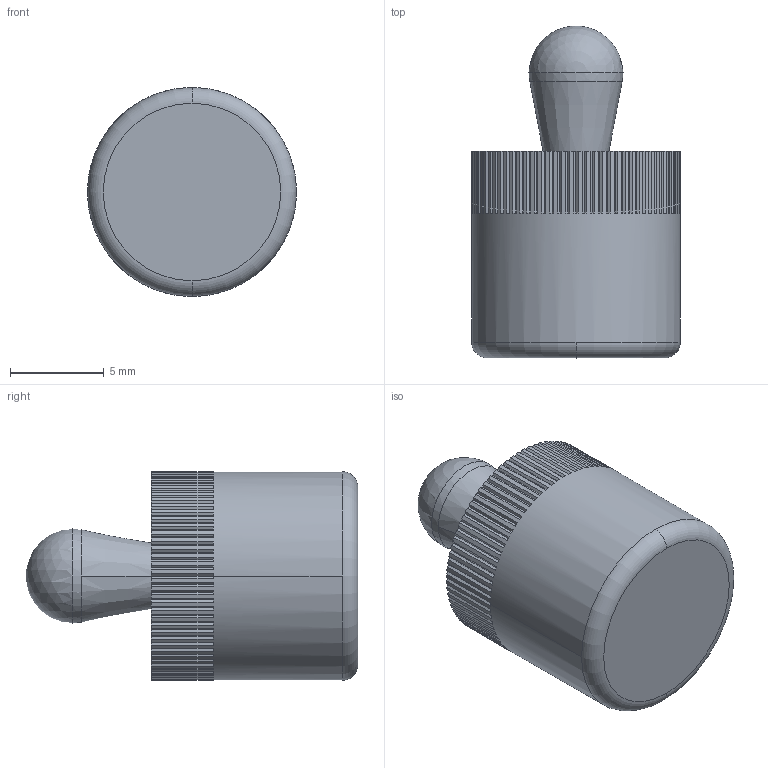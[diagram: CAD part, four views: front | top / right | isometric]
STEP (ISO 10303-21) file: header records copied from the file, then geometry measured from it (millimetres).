
FILE_DESCRIPTION(('STEP AP214'),'1');
FILE_NAME('HALDERN_EH_2B150_0021.stp','2017-07-04T08:43:48',('TraceParts'),('TraceParts S.A.'),'Spatial InterOp 3D',' ',' ');
FILE_SCHEMA(('automotive_design'));
Length unit declared in the file: millimetre
Products named in the file (2): HALDERN_EH_2B150_0021_1; HALDERN_EH_2B150_0021_2
Bounding box: 11.11 x 17.66 x 11.11 mm (x, y, z)
Volume: 627.9 mm3; surface area: 1169.8 mm2
Topology: 2 solids, 2 shells, 262 faces, 767 edges, 509 vertices
Faces by surface type: plane 246, cylinder 10, torus 2, sphere 2, cone 2
Entity records: 10793 total; most frequent: CARTESIAN_POINT 1536, ORIENTED_EDGE 1526, DIRECTION 1482, EDGE_CURVE 763, LINE 572, VECTOR 572, VERTEX_POINT 509, AXIS2_PLACEMENT_3D 455
